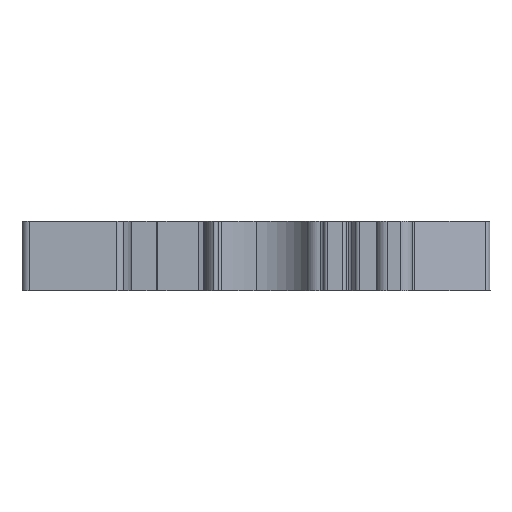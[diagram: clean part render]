
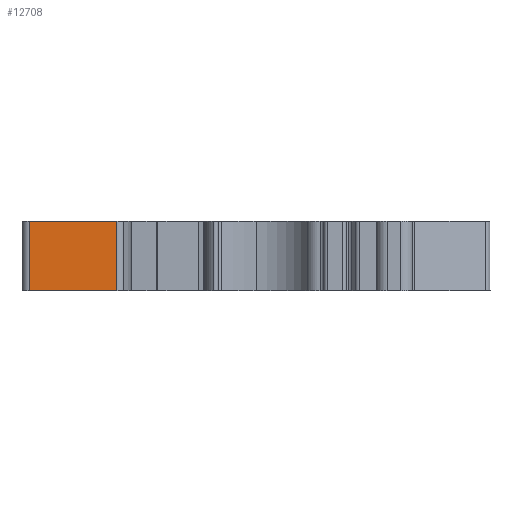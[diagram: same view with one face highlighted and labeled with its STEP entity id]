
A CAD part, front view. The second image highlights one B-rep face of the part: STEP entity #12708.
In plain terms, the highlighted planar face has unit normal (0, -1, 0).
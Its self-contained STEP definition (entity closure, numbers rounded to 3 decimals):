
#2036=DIRECTION('',(0.,0.,1.));
#2037=VECTOR('',#2036,9.2);
#2038=CARTESIAN_POINT('',(-18.488,-15.188,0.));
#2039=LINE('',#2038,#2037);
#2040=DIRECTION('',(-1.,0.,0.));
#2041=VECTOR('',#2040,11.562);
#2042=CARTESIAN_POINT('',(-18.488,-15.188,0.));
#2043=LINE('',#2042,#2041);
#2044=DIRECTION('',(0.,0.,1.));
#2045=VECTOR('',#2044,9.2);
#2046=CARTESIAN_POINT('',(-30.05,-15.188,0.));
#2047=LINE('',#2046,#2045);
#2048=DIRECTION('',(1.,0.,0.));
#2049=VECTOR('',#2048,11.562);
#2050=CARTESIAN_POINT('',(-30.05,-15.188,9.2));
#2051=LINE('',#2050,#2049);
#9049=CARTESIAN_POINT('',(-18.488,-15.188,9.2));
#9050=VERTEX_POINT('',#9049);
#9051=CARTESIAN_POINT('',(-30.05,-15.188,9.2));
#9052=VERTEX_POINT('',#9051);
#9160=CARTESIAN_POINT('',(-30.05,-15.188,0.));
#9162=VERTEX_POINT('',#9160);
#9163=CARTESIAN_POINT('',(-18.488,-15.188,0.));
#9165=VERTEX_POINT('',#9163);
#12696=CARTESIAN_POINT('',(-24.269,-15.188,4.6));
#12697=DIRECTION('',(0.,1.,0.));
#12698=DIRECTION('',(1.,0.,0.));
#12699=AXIS2_PLACEMENT_3D('',#12696,#12697,#12698);
#12700=PLANE('',#12699);
#12701=ORIENTED_EDGE('',*,*,#10246,.T.);
#12703=ORIENTED_EDGE('',*,*,#12702,.T.);
#12704=ORIENTED_EDGE('',*,*,#11175,.T.);
#12705=ORIENTED_EDGE('',*,*,#12689,.F.);
#12706=EDGE_LOOP('',(#12701,#12703,#12704,#12705));
#12707=FACE_OUTER_BOUND('',#12706,.F.);
#10246=EDGE_CURVE('',#9165,#9162,#2043,.T.);
#11175=EDGE_CURVE('',#9052,#9050,#2051,.T.);
#12689=EDGE_CURVE('',#9165,#9050,#2039,.T.);
#12702=EDGE_CURVE('',#9162,#9052,#2047,.T.);
#12708=ADVANCED_FACE('',(#12707),#12700,.F.);
